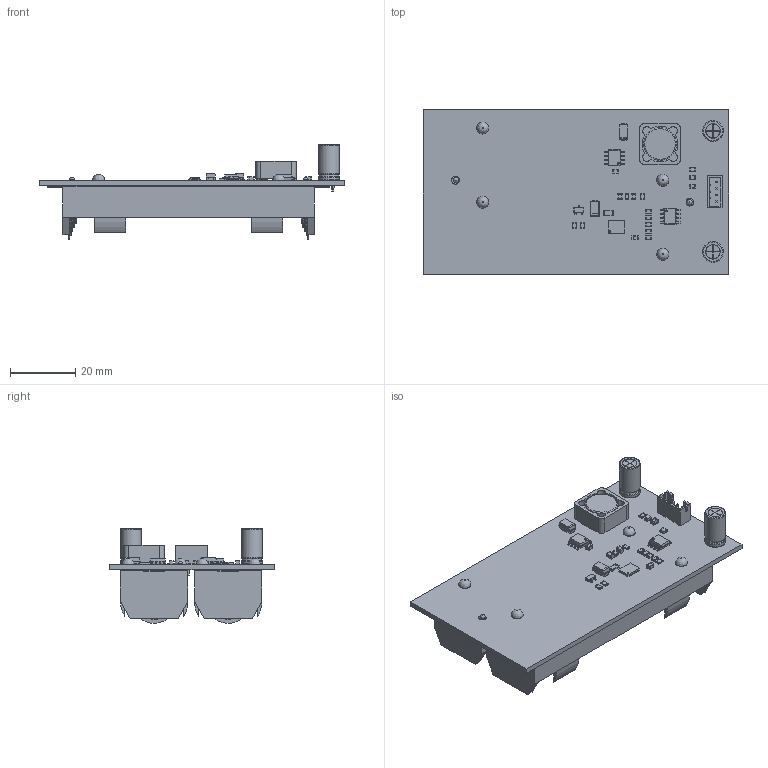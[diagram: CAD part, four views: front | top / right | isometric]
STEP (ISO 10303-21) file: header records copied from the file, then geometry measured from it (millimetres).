
FILE_DESCRIPTION(('KiCad electronic assembly'),'2;1');
FILE_NAME('Battery Board.step','2022-01-15T12:14:17',('Pcbnew'),('Kicad' ),'Open CASCADE STEP processor 7.5','KiCad to STEP converter', 'Unknown');
FILE_SCHEMA(('AUTOMOTIVE_DESIGN { 1 0 10303 214 1 1 1 1 }'));
Length unit declared in the file: millimetre
Products named in the file (26): Battery Board 1; JST_PH_B4B-PH-K_1x04_P2.00mm_Vertical; SOLID; C_0805_2012Metric; D_SMA; LED_0805_2012Metric; L_Bourns_SRR1260; R_0805_2012Metric; SOIC-8_3.9x4.9mm_P1.27mm; C_Radial_D6.3mm_H11.0mm_P2.50mm; R_1206_3216Metric; TSOT-23; DFN-16-1EP_4x5mm_P0.5mm_EP2.44x4.34mm; BatteryHolder_Keystone_1042_1x18650; COMPOUND; _autosave-5V Buck Converter PCB
Assembly tree (42 placements, depth 3):
  Battery Board 1
    JST_PH_B4B-PH-K_1x04_P2.00mm_Vertical
      SOLID
    C_0805_2012Metric  x5
      SOLID
    D_SMA  x2
      SOLID
    LED_0805_2012Metric
      SOLID
    L_Bourns_SRR1260
      SOLID
    R_0805_2012Metric  x10
      SOLID
    SOIC-8_3.9x4.9mm_P1.27mm  x2
      SOLID
    C_Radial_D6.3mm_H11.0mm_P2.50mm  x2
      SOLID
    R_1206_3216Metric
      SOLID
    TSOT-23
      SOLID
    DFN-16-1EP_4x5mm_P0.5mm_EP2.44x4.34mm
      SOLID
    BatteryHolder_Keystone_1042_1x18650  x2
      COMPOUND
    _autosave-5V Buck Converter PCB
Bounding box: 93.47 x 50.42 x 29 mm (x, y, z)
Volume: 21310.4 mm3; surface area: 27036.1 mm2
Topology: 46 solids, 48 shells, 1496 faces, 3815 edges, 2449 vertices
Faces by surface type: bspline 1476, cylinder 14, plane 6
Full cylindrical faces by diameter (mm): 0.75 x4, 0.8 x4, 2.39 x2, 3.45 x4
Entity records: 55486 total; most frequent: CARTESIAN_POINT 21117, B_SPLINE_CURVE_WITH_KNOTS 5653, ORIENTED_EDGE 4296, PCURVE 4296, DEFINITIONAL_REPRESENTATION 4296, EDGE_CURVE 2148, SURFACE_CURVE 2103, VERTEX_POINT 1378
